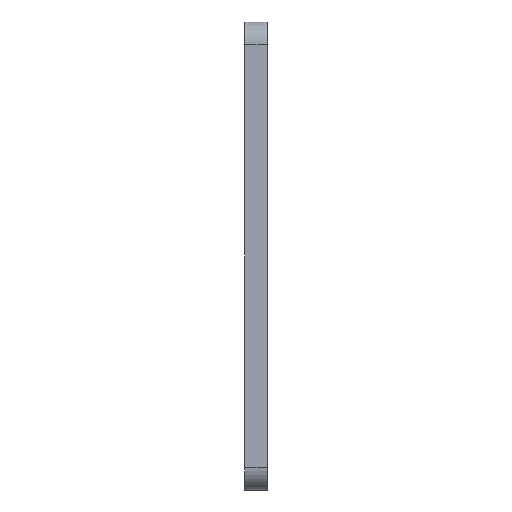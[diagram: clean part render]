
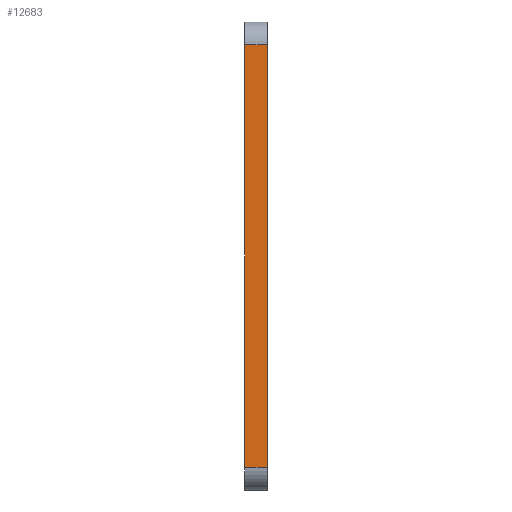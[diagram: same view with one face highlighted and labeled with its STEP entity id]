
A CAD part, left-side view. The second image highlights one B-rep face of the part: STEP entity #12683.
In plain terms, the highlighted planar face has unit normal (-1, 0, 0).
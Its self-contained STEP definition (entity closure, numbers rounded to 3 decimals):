
#811 = EDGE_CURVE ( 'NONE', #3457, #5351, #7919, .T. ) ;
#1500 = LINE ( 'NONE', #10322, #5335 ) ;
#2227 = DIRECTION ( 'NONE',  ( 0., 0., -1. ) ) ;
#2762 = EDGE_CURVE ( 'NONE', #13541, #5351, #7125, .T. ) ;
#2856 = EDGE_CURVE ( 'NONE', #15028, #13541, #13246, .T. ) ;
#2894 = ORIENTED_EDGE ( 'NONE', *, *, #11943, .T. ) ;
#3457 = VERTEX_POINT ( 'NONE', #5256 ) ;
#3590 = FACE_OUTER_BOUND ( 'NONE', #5879, .T. ) ;
#4263 = DIRECTION ( 'NONE',  ( 0., -1., 0. ) ) ;
#4340 = CARTESIAN_POINT ( 'NONE',  ( -20.5, 2., 18.5 ) ) ;
#5256 = CARTESIAN_POINT ( 'NONE',  ( -20.5, 2., -18.5 ) ) ;
#5335 = VECTOR ( 'NONE', #4263, 1000. ) ;
#5351 = VERTEX_POINT ( 'NONE', #4340 ) ;
#5416 = VECTOR ( 'NONE', #12687, 1000. ) ;
#5599 = CARTESIAN_POINT ( 'NONE',  ( -20.5, 0., -20.5 ) ) ;
#5616 = CARTESIAN_POINT ( 'NONE',  ( -20.5, 2., -20.5 ) ) ;
#5879 = EDGE_LOOP ( 'NONE', ( #15483, #12216, #8858, #2894 ) ) ;
#6576 = CARTESIAN_POINT ( 'NONE',  ( -20.5, 0., 18.5 ) ) ;
#7125 = LINE ( 'NONE', #11364, #5416 ) ;
#7596 = CARTESIAN_POINT ( 'NONE',  ( -20.5, 2., -20.5 ) ) ;
#7919 = LINE ( 'NONE', #7596, #12704 ) ;
#8858 = ORIENTED_EDGE ( 'NONE', *, *, #811, .F. ) ;
#10322 = CARTESIAN_POINT ( 'NONE',  ( -20.5, 2., -18.5 ) ) ;
#10593 = CARTESIAN_POINT ( 'NONE',  ( -20.5, 0., -18.5 ) ) ;
#11337 = VECTOR ( 'NONE', #11845, 1000. ) ;
#11364 = CARTESIAN_POINT ( 'NONE',  ( -20.5, 2., 18.5 ) ) ;
#11772 = AXIS2_PLACEMENT_3D ( 'NONE', #5616, #14188, #2227 ) ;
#11845 = DIRECTION ( 'NONE',  ( 0., 0., 1. ) ) ;
#11943 = EDGE_CURVE ( 'NONE', #3457, #15028, #1500, .T. ) ;
#12216 = ORIENTED_EDGE ( 'NONE', *, *, #2762, .T. ) ;
#12392 = DIRECTION ( 'NONE',  ( 0., 0., 1. ) ) ;
#12591 = PLANE ( 'NONE',  #11772 ) ;
#12683 = ADVANCED_FACE ( 'NONE', ( #3590 ), #12591, .F. ) ;
#12687 = DIRECTION ( 'NONE',  ( 0., 1., 0. ) ) ;
#12704 = VECTOR ( 'NONE', #12392, 1000. ) ;
#13246 = LINE ( 'NONE', #5599, #11337 ) ;
#13541 = VERTEX_POINT ( 'NONE', #6576 ) ;
#14188 = DIRECTION ( 'NONE',  ( 1., 0., 0. ) ) ;
#15028 = VERTEX_POINT ( 'NONE', #10593 ) ;
#15483 = ORIENTED_EDGE ( 'NONE', *, *, #2856, .T. ) ;
